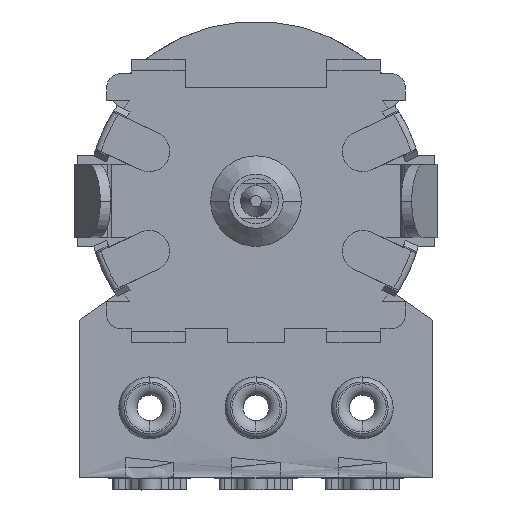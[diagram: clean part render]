
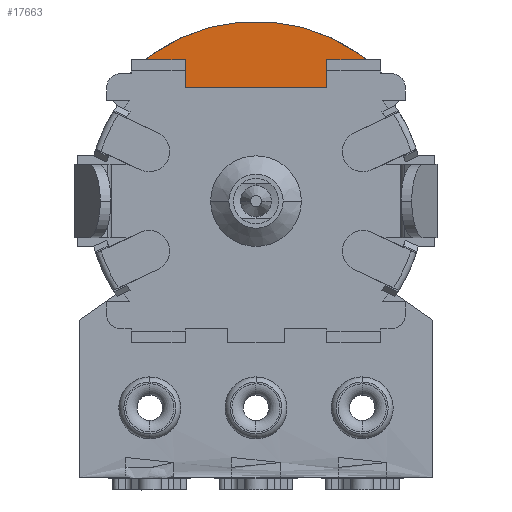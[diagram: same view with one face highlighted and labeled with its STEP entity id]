
A CAD part, front view. The second image highlights one B-rep face of the part: STEP entity #17663.
In plain terms, the highlighted planar face has unit normal (0, 1, 0).
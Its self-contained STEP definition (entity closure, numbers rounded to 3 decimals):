
#327 = LINE ( 'NONE', #8263, #13370 ) ;
#346 = CARTESIAN_POINT ( 'NONE',  ( 0., -6.9, 4. ) ) ;
#589 = ORIENTED_EDGE ( 'NONE', *, *, #5552, .F. ) ;
#1192 = CARTESIAN_POINT ( 'NONE',  ( 0., -6.9, 4.5 ) ) ;
#1474 = ORIENTED_EDGE ( 'NONE', *, *, #19019, .F. ) ;
#1712 = VERTEX_POINT ( 'NONE', #2687 ) ;
#1934 = LINE ( 'NONE', #346, #7198 ) ;
#1971 = EDGE_LOOP ( 'NONE', ( #5473, #18957, #16286, #25036, #6138, #589, #10887, #1474 ) ) ;
#2687 = CARTESIAN_POINT ( 'NONE',  ( -2.5, -6.9, 4.5 ) ) ;
#2961 = CARTESIAN_POINT ( 'NONE',  ( 4.48, -6.9, 4.5 ) ) ;
#3698 = CARTESIAN_POINT ( 'NONE',  ( 0., -6.9, 4.5 ) ) ;
#3970 = VECTOR ( 'NONE', #18213, 1000. ) ;
#4393 = CARTESIAN_POINT ( 'NONE',  ( 0., -6.9, 0. ) ) ;
#4588 = DIRECTION ( 'NONE',  ( 0., -1., 0. ) ) ;
#4737 = LINE ( 'NONE', #12267, #3970 ) ;
#4861 = EDGE_CURVE ( 'NONE', #24307, #20145, #4737, .T. ) ;
#4959 = DIRECTION ( 'NONE',  ( 1., 0., 0. ) ) ;
#5161 = VERTEX_POINT ( 'NONE', #10173 ) ;
#5473 = ORIENTED_EDGE ( 'NONE', *, *, #25327, .T. ) ;
#5552 = EDGE_CURVE ( 'NONE', #1712, #24816, #5988, .T. ) ;
#5988 = LINE ( 'NONE', #17898, #8195 ) ;
#6091 = DIRECTION ( 'NONE',  ( 0., 0., -1. ) ) ;
#6138 = ORIENTED_EDGE ( 'NONE', *, *, #22147, .F. ) ;
#6388 = CARTESIAN_POINT ( 'NONE',  ( 0., -6.9, 4.5 ) ) ;
#6682 = CARTESIAN_POINT ( 'NONE',  ( 2.5, -6.9, 4. ) ) ;
#6788 = PLANE ( 'NONE',  #23917 ) ;
#7154 = CIRCLE ( 'NONE', #10462, 6.35 ) ;
#7198 = VECTOR ( 'NONE', #18500, 1000. ) ;
#7860 = EDGE_CURVE ( 'NONE', #5161, #23164, #10935, .T. ) ;
#8128 = CARTESIAN_POINT ( 'NONE',  ( 2.5, -6.9, 4.5 ) ) ;
#8195 = VECTOR ( 'NONE', #13886, 1000. ) ;
#8263 = CARTESIAN_POINT ( 'NONE',  ( 0., -6.9, 4.5 ) ) ;
#8519 = DIRECTION ( 'NONE',  ( 1., 0., 0. ) ) ;
#8829 = VECTOR ( 'NONE', #4959, 1000. ) ;
#8949 = EDGE_CURVE ( 'NONE', #20145, #5161, #9414, .T. ) ;
#9414 = LINE ( 'NONE', #3698, #20602 ) ;
#10173 = CARTESIAN_POINT ( 'NONE',  ( 4.4, -6.9, 4.5 ) ) ;
#10412 = CARTESIAN_POINT ( 'NONE',  ( -4.48, -6.9, 4.5 ) ) ;
#10462 = AXIS2_PLACEMENT_3D ( 'NONE', #4393, #23857, #6091 ) ;
#10785 = DIRECTION ( 'NONE',  ( 1., 0., 0. ) ) ;
#10887 = ORIENTED_EDGE ( 'NONE', *, *, #14494, .F. ) ;
#10935 = LINE ( 'NONE', #1192, #8829 ) ;
#10963 = CARTESIAN_POINT ( 'NONE',  ( -4.4, -6.9, 4.5 ) ) ;
#12267 = CARTESIAN_POINT ( 'NONE',  ( 2.5, -6.9, 4. ) ) ;
#12495 = DIRECTION ( 'NONE',  ( 0., 0., -1. ) ) ;
#13370 = VECTOR ( 'NONE', #8519, 1000. ) ;
#13886 = DIRECTION ( 'NONE',  ( 0., 0., -1. ) ) ;
#14494 = EDGE_CURVE ( 'NONE', #21255, #1712, #327, .T. ) ;
#14679 = CARTESIAN_POINT ( 'NONE',  ( 0., -6.9, 0. ) ) ;
#14839 = VECTOR ( 'NONE', #10785, 1000. ) ;
#15328 = CARTESIAN_POINT ( 'NONE',  ( -2.5, -6.9, 4. ) ) ;
#16213 = LINE ( 'NONE', #6388, #14839 ) ;
#16286 = ORIENTED_EDGE ( 'NONE', *, *, #8949, .F. ) ;
#17663 = ADVANCED_FACE ( 'NONE', ( #22348 ), #6788, .F. ) ;
#17898 = CARTESIAN_POINT ( 'NONE',  ( -2.5, -6.9, 5. ) ) ;
#18213 = DIRECTION ( 'NONE',  ( 0., 0., 1. ) ) ;
#18500 = DIRECTION ( 'NONE',  ( 1., 0., 0. ) ) ;
#18957 = ORIENTED_EDGE ( 'NONE', *, *, #7860, .F. ) ;
#19019 = EDGE_CURVE ( 'NONE', #22563, #21255, #16213, .T. ) ;
#20145 = VERTEX_POINT ( 'NONE', #8128 ) ;
#20602 = VECTOR ( 'NONE', #23272, 1000. ) ;
#21255 = VERTEX_POINT ( 'NONE', #10963 ) ;
#22147 = EDGE_CURVE ( 'NONE', #24816, #24307, #1934, .T. ) ;
#22348 = FACE_OUTER_BOUND ( 'NONE', #1971, .T. ) ;
#22563 = VERTEX_POINT ( 'NONE', #10412 ) ;
#23164 = VERTEX_POINT ( 'NONE', #2961 ) ;
#23272 = DIRECTION ( 'NONE',  ( 1., 0., 0. ) ) ;
#23857 = DIRECTION ( 'NONE',  ( 0., 1., 0. ) ) ;
#23917 = AXIS2_PLACEMENT_3D ( 'NONE', #14679, #4588, #12495 ) ;
#24307 = VERTEX_POINT ( 'NONE', #6682 ) ;
#24816 = VERTEX_POINT ( 'NONE', #15328 ) ;
#25036 = ORIENTED_EDGE ( 'NONE', *, *, #4861, .F. ) ;
#25327 = EDGE_CURVE ( 'NONE', #22563, #23164, #7154, .T. ) ;
